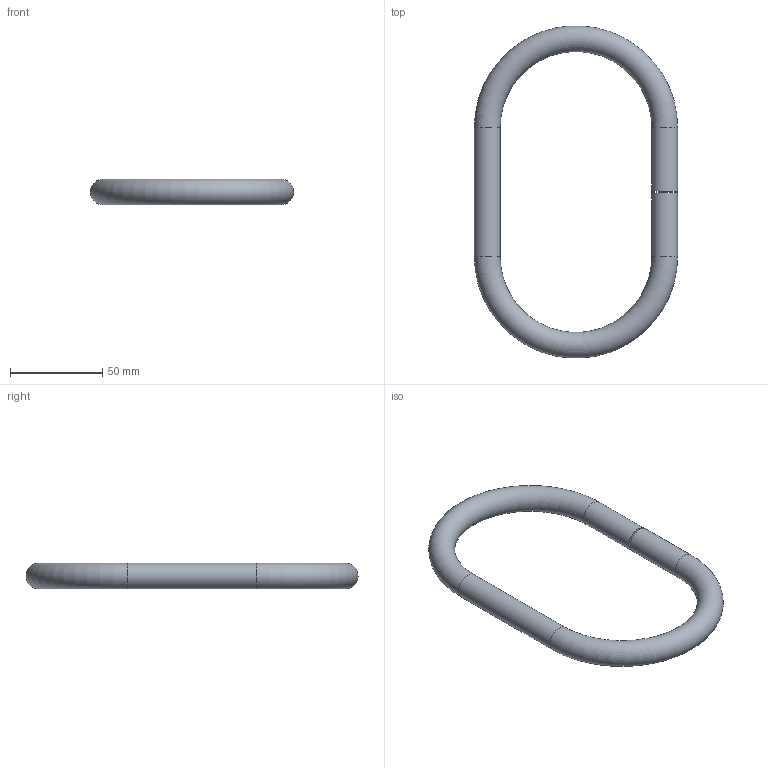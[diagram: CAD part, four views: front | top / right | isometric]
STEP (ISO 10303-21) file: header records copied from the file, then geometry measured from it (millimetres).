
FILE_DESCRIPTION (( 'STEP AP203' ), '1' );
FILE_NAME ('5632-14.step', '2020-05-18T08:07:09', ( '' ), ( '' ), 'SwSTEP 2.0', 'SolidWorks 2015', '' );
FILE_SCHEMA (( 'CONFIG_CONTROL_DESIGN' ));
Length unit declared in the file: millimetre
Products named in the file (1): 5632-14
Bounding box: 110 x 179.74 x 14 mm (x, y, z)
Volume: 67823.8 mm3; surface area: 19691 mm2
Topology: 1 solids, 1 shells, 207 faces, 552 edges, 367 vertices
Faces by surface type: plane 117, bspline 85, cylinder 3, torus 2
Full cylindrical faces by diameter (mm): 14 x3
Entity records: 10673 total; most frequent: CARTESIAN_POINT 6037, ORIENTED_EDGE 1092, DIRECTION 628, EDGE_CURVE 546, VECTOR 370, LINE 370, VERTEX_POINT 366, EDGE_LOOP 232
